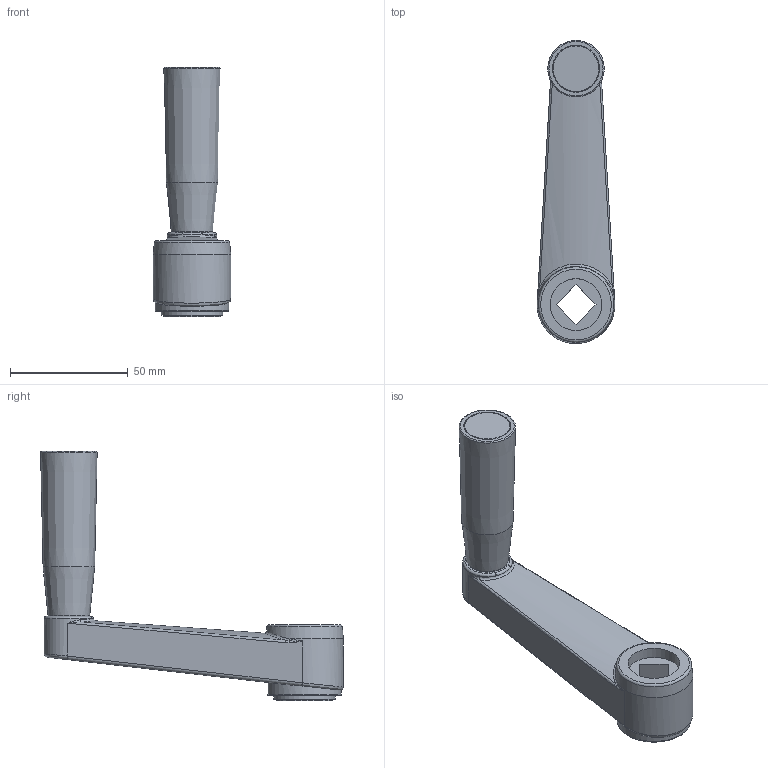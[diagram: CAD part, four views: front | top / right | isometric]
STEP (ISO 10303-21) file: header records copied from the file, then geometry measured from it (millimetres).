
FILE_DESCRIPTION( ( 'Unknown' ), '1' );
FILE_NAME( '6384440_MHQ100_MEP.stp', 'Unknown', ( 'Unknown' ), ( 'Unknown' ), 'PSStep 11.0', 'Unknown', ' ' );
FILE_SCHEMA( ( 'AUTOMOTIVE_DESIGN { 1 0 10303 214 1 1 1 1 }' ) );
Length unit declared in the file: millimetre
Products named in the file (1): 1801076
Bounding box: 32.99 x 128.49 x 105.68 mm (x, y, z)
Volume: 67221.8 mm3; surface area: 29528.8 mm2
Topology: 1 solids, 5 shells, 159 faces, 388 edges, 247 vertices
Faces by surface type: plane 91, cylinder 31, bspline 15, cone 14, torus 8
Full cylindrical faces by diameter (mm): 1.607 x1, 6.5 x1, 6.6 x1, 6.647 x2, 6.71 x1, 7.9 x1, 10 x2, 11 x1, 15.421 x1, 18.404 x1, 19.627 x1, 19.7 x1, 20 x1, 22 x1, 24 x2, 26 x2, 31.33 x1
Entity records: 8068 total; most frequent: CARTESIAN_POINT 3372, DIRECTION 674, ORIENTED_EDGE 660, EDGE_CURVE 330, AXIS2_PLACEMENT_3D 240, VERTEX_POINT 231, EDGE_LOOP 217, LINE 194
